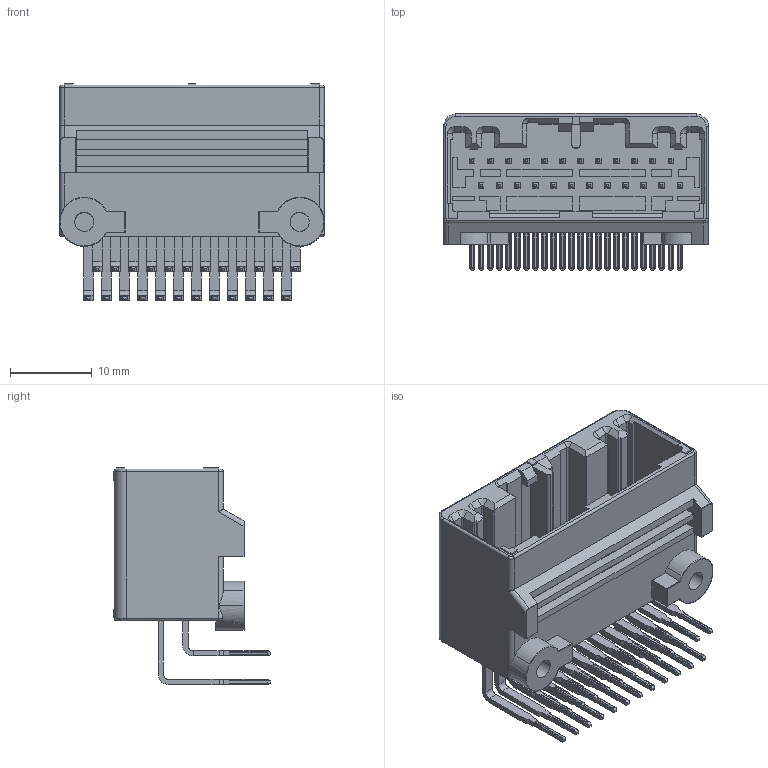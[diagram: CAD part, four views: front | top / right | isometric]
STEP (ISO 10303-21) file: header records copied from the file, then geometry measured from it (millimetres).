
FILE_DESCRIPTION( ('This file contains a STEP AP42 implementation' ,'as created by ZW3D STEP Interface translator.') ,'2;1' );
FILE_NAME( '72230-2MR024ABSNBT1W.stp' ,'231026.171441', (''), ('ZWCAD Software Co.'), 'Version 1.0', 'ZW3D to STEP translator', '' );
FILE_SCHEMA(('AUTOMOTIVE_DESIGN { 1 0 10303 214 1 1 1 1 }'));
Length unit declared in the file: millimetre
Products named in the file (2): 0; 72230-2MR024ABSNBT1W
Bounding box: 32.3 x 19.2 x 26.52 mm (x, y, z)
Volume: 3875.4 mm3; surface area: 7023.4 mm2
Topology: 2 solids, 2 shells, 2234 faces, 6512 edges, 4379 vertices
Faces by surface type: plane 1552, cylinder 344, bspline 326, cone 8, sphere 4
Entity records: 92013 total; most frequent: CARTESIAN_POINT 39200, ORIENTED_EDGE 13026, DIRECTION 6665, EDGE_CURVE 6513, VERTEX_POINT 4379, B_SPLINE_CURVE_WITH_KNOTS 3898, VECTOR 2381, LINE 2381
